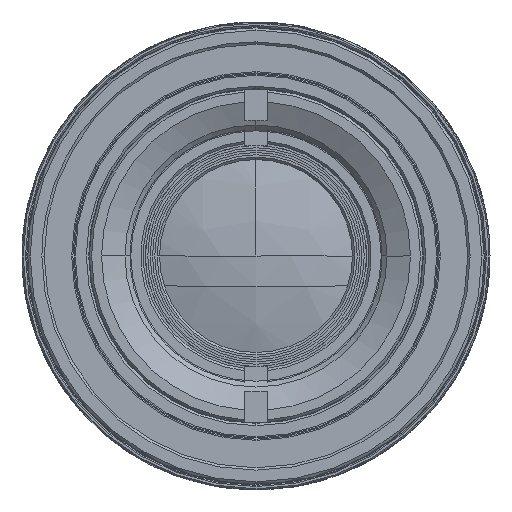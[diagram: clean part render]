
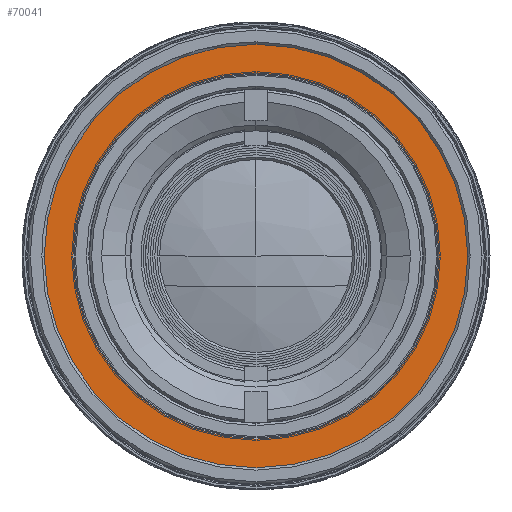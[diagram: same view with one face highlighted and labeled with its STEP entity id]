
A CAD part, left-side view. The second image highlights one B-rep face of the part: STEP entity #70041.
In plain terms, the highlighted planar face has unit normal (-1, 0, 0).
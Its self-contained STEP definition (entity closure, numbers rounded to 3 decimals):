
#4 = DIRECTION ( 'NONE',  ( -1., 0., 0. ) ) ;
#505 = EDGE_LOOP ( 'NONE', ( #33685, #48369 ) ) ;
#3106 = CIRCLE ( 'NONE', #89030, 15.65 ) ;
#5399 = EDGE_CURVE ( 'NONE', #119916, #95027, #32221, .T. ) ;
#9138 = EDGE_CURVE ( 'NONE', #95027, #119916, #75088, .T. ) ;
#9998 = CARTESIAN_POINT ( 'NONE',  ( -58.751, 0., 0. ) ) ;
#11464 = AXIS2_PLACEMENT_3D ( 'NONE', #54430, #74445, #46918 ) ;
#11612 = AXIS2_PLACEMENT_3D ( 'NONE', #96294, #21209, #40593 ) ;
#14102 = ORIENTED_EDGE ( 'NONE', *, *, #16303, .F. ) ;
#14366 = AXIS2_PLACEMENT_3D ( 'NONE', #54820, #92405, #91176 ) ;
#16303 = EDGE_CURVE ( 'NONE', #37804, #119072, #3106, .T. ) ;
#21209 = DIRECTION ( 'NONE',  ( -1., 0., 0. ) ) ;
#32051 = CARTESIAN_POINT ( 'NONE',  ( -58.751, 0., 15.65 ) ) ;
#32221 = CIRCLE ( 'NONE', #52177, 18.6 ) ;
#33685 = ORIENTED_EDGE ( 'NONE', *, *, #5399, .T. ) ;
#36078 = EDGE_CURVE ( 'NONE', #70153, #37804, #55520, .T. ) ;
#37804 = VERTEX_POINT ( 'NONE', #32051 ) ;
#40593 = DIRECTION ( 'NONE',  ( 0., -1., 0. ) ) ;
#46918 = DIRECTION ( 'NONE',  ( 0., 0., 1. ) ) ;
#48369 = ORIENTED_EDGE ( 'NONE', *, *, #9138, .T. ) ;
#51514 = DIRECTION ( 'NONE',  ( 0., 0., 1. ) ) ;
#52177 = AXIS2_PLACEMENT_3D ( 'NONE', #63361, #100329, #51514 ) ;
#53895 = EDGE_CURVE ( 'NONE', #119072, #70153, #68267, .T. ) ;
#54430 = CARTESIAN_POINT ( 'NONE',  ( -58.751, 0., 0. ) ) ;
#54820 = CARTESIAN_POINT ( 'NONE',  ( -58.751, 0., 0. ) ) ;
#55520 = CIRCLE ( 'NONE', #11612, 15.65 ) ;
#58714 = CARTESIAN_POINT ( 'NONE',  ( -58.751, 0., 0. ) ) ;
#59329 = DIRECTION ( 'NONE',  ( -1., 0., 0. ) ) ;
#63361 = CARTESIAN_POINT ( 'NONE',  ( -58.751, 0., 0. ) ) ;
#64675 = ORIENTED_EDGE ( 'NONE', *, *, #53895, .F. ) ;
#68267 = CIRCLE ( 'NONE', #14366, 15.65 ) ;
#70041 = ADVANCED_FACE ( 'NONE', ( #112036, #113261 ), #123258, .T. ) ;
#70153 = VERTEX_POINT ( 'NONE', #105708 ) ;
#72516 = CARTESIAN_POINT ( 'NONE',  ( -58.751, 0., 18.6 ) ) ;
#74445 = DIRECTION ( 'NONE',  ( -1., 0., 0. ) ) ;
#75088 = CIRCLE ( 'NONE', #91089, 18.6 ) ;
#80974 = ORIENTED_EDGE ( 'NONE', *, *, #36078, .F. ) ;
#81910 = CARTESIAN_POINT ( 'NONE',  ( -58.751, 15.65, 0. ) ) ;
#89030 = AXIS2_PLACEMENT_3D ( 'NONE', #9998, #4, #121404 ) ;
#91089 = AXIS2_PLACEMENT_3D ( 'NONE', #58714, #59329, #105079 ) ;
#91176 = DIRECTION ( 'NONE',  ( 0., 1., 0. ) ) ;
#92405 = DIRECTION ( 'NONE',  ( -1., 0., 0. ) ) ;
#95027 = VERTEX_POINT ( 'NONE', #110723 ) ;
#96294 = CARTESIAN_POINT ( 'NONE',  ( -58.751, 0., 0. ) ) ;
#100329 = DIRECTION ( 'NONE',  ( -1., 0., 0. ) ) ;
#105079 = DIRECTION ( 'NONE',  ( 0., 0., -1. ) ) ;
#105708 = CARTESIAN_POINT ( 'NONE',  ( -58.751, -15.65, 0. ) ) ;
#106769 = EDGE_LOOP ( 'NONE', ( #64675, #14102, #80974 ) ) ;
#110723 = CARTESIAN_POINT ( 'NONE',  ( -58.751, 0., -18.6 ) ) ;
#112036 = FACE_OUTER_BOUND ( 'NONE', #505, .T. ) ;
#113261 = FACE_BOUND ( 'NONE', #106769, .T. ) ;
#119072 = VERTEX_POINT ( 'NONE', #81910 ) ;
#119916 = VERTEX_POINT ( 'NONE', #72516 ) ;
#121404 = DIRECTION ( 'NONE',  ( 0., 0., 1. ) ) ;
#123258 = PLANE ( 'NONE',  #11464 ) ;
